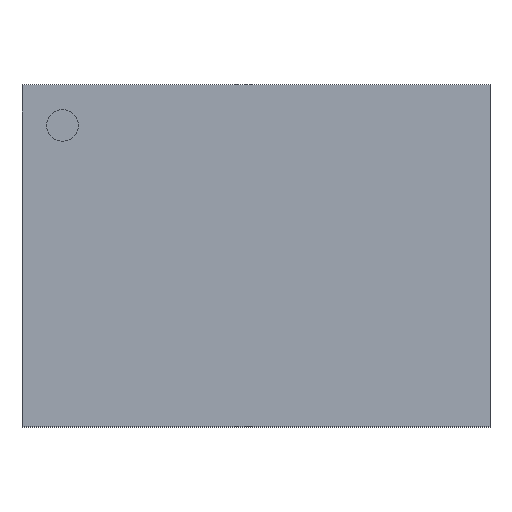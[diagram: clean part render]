
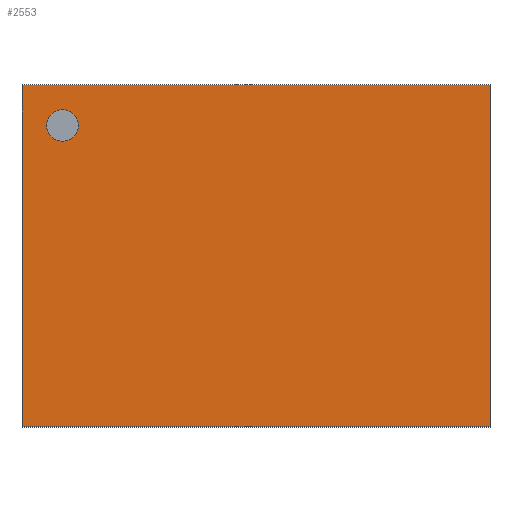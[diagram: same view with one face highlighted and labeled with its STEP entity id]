
A CAD part, top view. The second image highlights one B-rep face of the part: STEP entity #2553.
In plain terms, the highlighted planar face has unit normal (0, 0, 1).
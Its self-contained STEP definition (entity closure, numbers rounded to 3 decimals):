
#13=DIRECTION('',(0.,0.,1.));
#126=VECTOR('',#127,1.);
#127=DIRECTION('',(1.,0.,0.));
#133=VECTOR('',#134,1.);
#134=DIRECTION('',(0.,-1.,0.));
#882=VERTEX_POINT('',#883);
#883=CARTESIAN_POINT('',(-2.6,1.9,1.025));
#888=VERTEX_POINT('',#889);
#889=CARTESIAN_POINT('',(2.6,1.9,1.025));
#891=ORIENTED_EDGE('',*,*,#892,.F.);
#892=EDGE_CURVE('',#882,#888,#893,.T.);
#893=LINE('',#883,#126);
#900=EDGE_CURVE('',#888,#901,#903,.T.);
#901=VERTEX_POINT('',#902);
#902=CARTESIAN_POINT('',(2.6,-1.9,1.025));
#903=LINE('',#889,#133);
#914=ORIENTED_EDGE('',*,*,#915,.T.);
#915=EDGE_CURVE('',#882,#916,#918,.T.);
#916=VERTEX_POINT('',#917);
#917=CARTESIAN_POINT('',(-2.6,-1.9,1.025));
#918=LINE('',#883,#133);
#929=EDGE_CURVE('',#916,#901,#930,.T.);
#930=LINE('',#917,#126);
#2553=ADVANCED_FACE('',(#2554,#2558),#2568,.T.);
#2554=FACE_BOUND('',#2555,.T.);
#2555=EDGE_LOOP('',(#891,#914,#2556,#2557));
#2556=ORIENTED_EDGE('',*,*,#929,.T.);
#2557=ORIENTED_EDGE('',*,*,#900,.F.);
#2558=FACE_BOUND('',#2559,.T.);
#2559=EDGE_LOOP('',(#2560));
#2560=ORIENTED_EDGE('',*,*,#2561,.T.);
#2561=EDGE_CURVE('',#2562,#2562,#2564,.T.);
#2562=VERTEX_POINT('',#2563);
#2563=CARTESIAN_POINT('',(-2.15,1.275,1.025));
#2564=CIRCLE('',#2565,0.175);
#2565=AXIS2_PLACEMENT_3D('',#2566,#2567,#134);
#2566=CARTESIAN_POINT('',(-2.15,1.45,1.025));
#2567=DIRECTION('',(0.,0.,-1.));
#2568=PLANE('',#2569);
#2569=AXIS2_PLACEMENT_3D('',#883,#13,#134);
